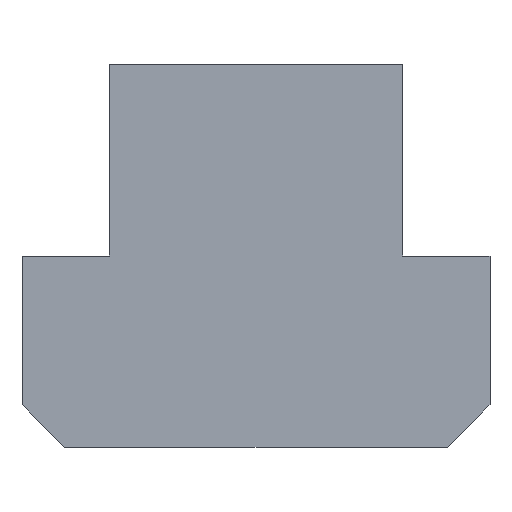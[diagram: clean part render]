
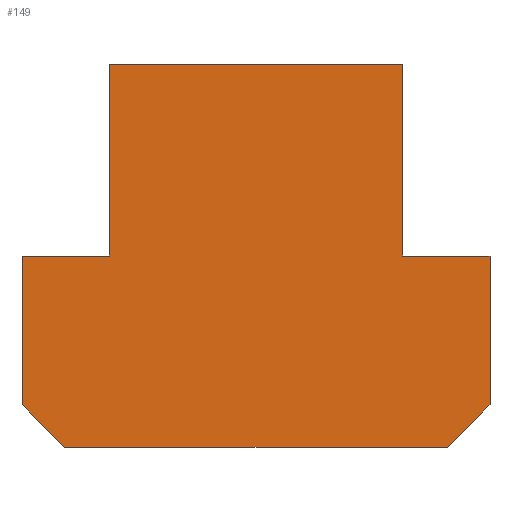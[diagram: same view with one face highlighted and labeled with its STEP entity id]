
A CAD part, front view. The second image highlights one B-rep face of the part: STEP entity #149.
In plain terms, the highlighted planar face has unit normal (0, -1, 0).
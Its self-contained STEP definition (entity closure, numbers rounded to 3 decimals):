
#103=EDGE_CURVE('',#123,#169,#246,.T.);
#109=EDGE_CURVE('',#135,#123,#252,.T.);
#115=VERTEX_POINT('',#258);
#117=VERTEX_POINT('',#260);
#121=VERTEX_POINT('',#265);
#123=VERTEX_POINT('',#267);
#129=EDGE_CURVE('',#151,#135,#273,.T.);
#135=VERTEX_POINT('',#280);
#143=EDGE_CURVE('',#169,#121,#290,.T.);
#145=EDGE_CURVE('',#121,#117,#292,.T.);
#147=VERTEX_POINT('',#294);
#149=ADVANCED_FACE('',(#296),#297,.T.);
#151=VERTEX_POINT('',#299);
#153=EDGE_CURVE('',#161,#151,#301,.T.);
#161=VERTEX_POINT('',#310);
#163=EDGE_CURVE('',#197,#161,#312,.T.);
#169=VERTEX_POINT('',#318);
#189=EDGE_CURVE('',#147,#197,#341,.T.);
#197=VERTEX_POINT('',#350);
#209=EDGE_CURVE('',#117,#115,#363,.T.);
#211=EDGE_CURVE('',#115,#147,#365,.T.);
#246=LINE('',#396,#397);
#252=LINE('',#406,#407);
#258=CARTESIAN_POINT('',(-22.,-22.0,-14.0));
#260=CARTESIAN_POINT('',(-18.,-22.0,-18.0));
#265=CARTESIAN_POINT('',(18.,-22.0,-18.0));
#267=CARTESIAN_POINT('',(22.0,-22.0,0.0));
#273=LINE('',#435,#436);
#280=CARTESIAN_POINT('',(13.8,-22.0,0.0));
#290=LINE('',#458,#459);
#292=LINE('',#462,#463);
#294=CARTESIAN_POINT('',(-22.,-22.0,0.0));
#296=FACE_OUTER_BOUND('',#467,.T.);
#297=PLANE('',#468);
#299=CARTESIAN_POINT('',(13.8,-22.0,18.0));
#301=LINE('',#473,#474);
#310=CARTESIAN_POINT('',(-13.8,-22.0,18.0));
#312=LINE('',#490,#491);
#318=CARTESIAN_POINT('',(22.0,-22.0,-14.0));
#341=LINE('',#531,#532);
#350=CARTESIAN_POINT('',(-13.8,-22.0,0.0));
#363=LINE('',#563,#564);
#365=LINE('',#567,#568);
#396=CARTESIAN_POINT('',(22.0,-22.0,-14.0));
#397=VECTOR('',#582,1.0);
#406=CARTESIAN_POINT('',(22.0,-22.0,0.0));
#407=VECTOR('',#584,1.0);
#435=CARTESIAN_POINT('',(13.8,-22.0,0.0));
#436=VECTOR('',#596,1.0);
#458=CARTESIAN_POINT('',(18.,-22.0,-18.0));
#459=VECTOR('',#629,1.0);
#462=CARTESIAN_POINT('',(-18.,-22.0,-18.0));
#463=VECTOR('',#630,1.0);
#467=EDGE_LOOP('',(#632,#633,#634,#635,#636,#637,#638,#639,#640,#641));
#468=AXIS2_PLACEMENT_3D('',#642,#643,#644);
#473=CARTESIAN_POINT('',(13.8,-22.0,18.0));
#474=VECTOR('',#645,1.0);
#490=CARTESIAN_POINT('',(-13.8,-22.0,18.0));
#491=VECTOR('',#656,1.0);
#531=CARTESIAN_POINT('',(-13.8,-22.0,0.0));
#532=VECTOR('',#686,1.0);
#563=CARTESIAN_POINT('',(-22.,-22.0,-14.0));
#564=VECTOR('',#707,1.0);
#567=CARTESIAN_POINT('',(-22.,-22.0,0.0));
#568=VECTOR('',#708,1.0);
#582=DIRECTION('',(0.0,0.,-1.0));
#584=DIRECTION('',(1.0,0.0,0.0));
#596=DIRECTION('',(0.0,0.,-1.0));
#629=DIRECTION('',(-0.707,0.,-0.707));
#630=DIRECTION('',(-1.0,0.0,0.0));
#632=ORIENTED_EDGE('',*,*,#143,.F.);
#633=ORIENTED_EDGE('',*,*,#103,.F.);
#634=ORIENTED_EDGE('',*,*,#109,.F.);
#635=ORIENTED_EDGE('',*,*,#129,.F.);
#636=ORIENTED_EDGE('',*,*,#153,.F.);
#637=ORIENTED_EDGE('',*,*,#163,.F.);
#638=ORIENTED_EDGE('',*,*,#189,.F.);
#639=ORIENTED_EDGE('',*,*,#211,.F.);
#640=ORIENTED_EDGE('',*,*,#209,.F.);
#641=ORIENTED_EDGE('',*,*,#145,.F.);
#642=CARTESIAN_POINT('',(0.,-22.0,-1.315));
#643=DIRECTION('',(0.0,-1.0,0.));
#644=DIRECTION('',(1.0,0.0,0.0));
#645=DIRECTION('',(1.0,0.0,0.0));
#656=DIRECTION('',(0.0,0.,1.0));
#686=DIRECTION('',(1.0,0.0,0.0));
#707=DIRECTION('',(-0.707,0.,0.707));
#708=DIRECTION('',(0.0,0.,1.0));
